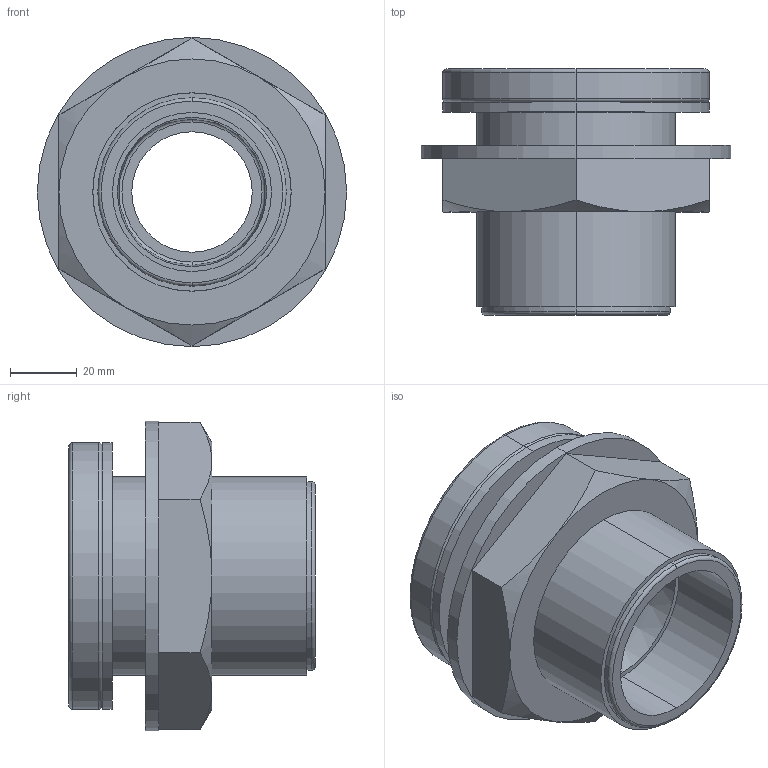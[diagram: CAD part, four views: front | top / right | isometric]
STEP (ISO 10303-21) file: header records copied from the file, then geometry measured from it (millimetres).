
FILE_DESCRIPTION (( 'STEP AP214' ), '1' );
FILE_NAME ('52346 Tankverschraubung d40 G2 - G1 1-2 PVC-FPM.step', '2008-04-22T22:24:51', ( '' ), ( '' ), 'SwSTEP 2.0', 'SolidWorks 2008', '' );
FILE_SCHEMA (( 'AUTOMOTIVE_DESIGN' ));
Length unit declared in the file: millimetre
Products named in the file (1): 52346 Tankverschraubung d40 G2 - G1 1-2 PVC-FPM
Bounding box: 93 x 74 x 93 mm (x, y, z)
Volume: 187461 mm3; surface area: 55116.6 mm2
Topology: 3 solids, 3 shells, 74 faces, 152 edges, 94 vertices
Faces by surface type: cylinder 28, plane 22, cone 14, torus 10
Entity records: 2833 total; most frequent: CARTESIAN_POINT 405, DIRECTION 382, ORIENTED_EDGE 304, AXIS2_PLACEMENT_3D 167, EDGE_CURVE 152, VERTEX_POINT 94, CIRCLE 92, EDGE_LOOP 90
